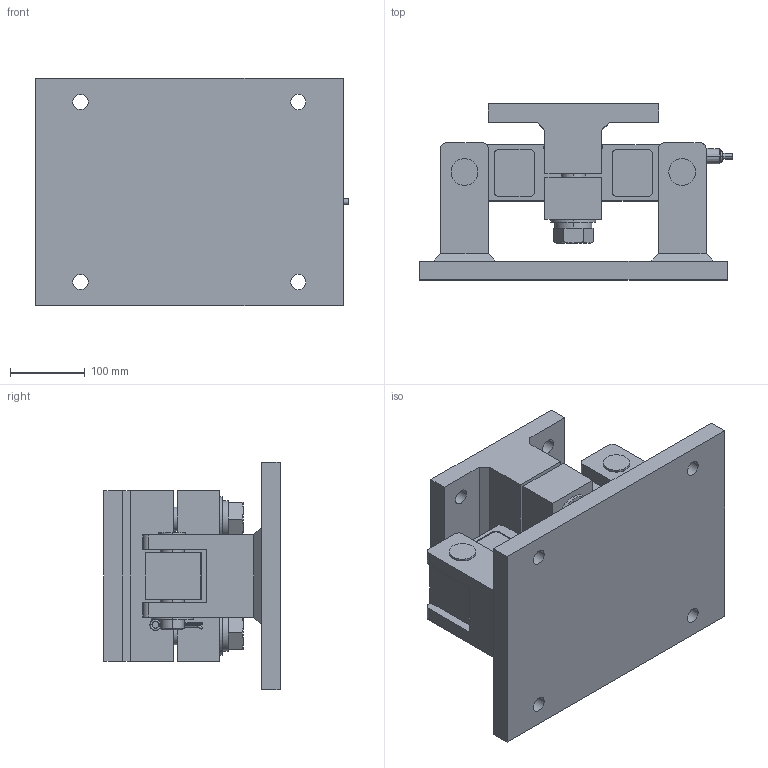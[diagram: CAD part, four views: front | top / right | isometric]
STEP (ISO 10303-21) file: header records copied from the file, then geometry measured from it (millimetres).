
FILE_DESCRIPTION (( 'STEP AP203' ), '1' );
FILE_NAME ('102EHM2-75Klb .STEP', '2025-07-18T05:59:52', ( '' ), ( '' ), 'SwSTEP 2.0', 'SolidWorks 2024', '' );
FILE_SCHEMA (( 'CONFIG_CONTROL_DESIGN' ));
Length unit declared in the file: millimetre
Products named in the file (1): 102EHM2-75Klb 
Bounding box: 419.9 x 236.5 x 304.8 mm (x, y, z)
Volume: 9557229.7 mm3; surface area: 779539.7 mm2
Topology: 1 solids, 1 shells, 298 faces, 750 edges, 474 vertices
Faces by surface type: plane 156, cylinder 100, cone 34, bspline 8
Entity records: 10977 total; most frequent: CARTESIAN_POINT 3731, ORIENTED_EDGE 1500, DIRECTION 1470, EDGE_CURVE 750, AXIS2_PLACEMENT_3D 537, VERTEX_POINT 474, LINE 396, VECTOR 396
